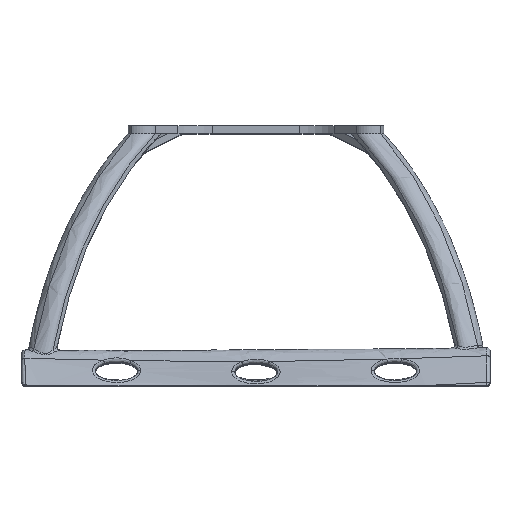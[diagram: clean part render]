
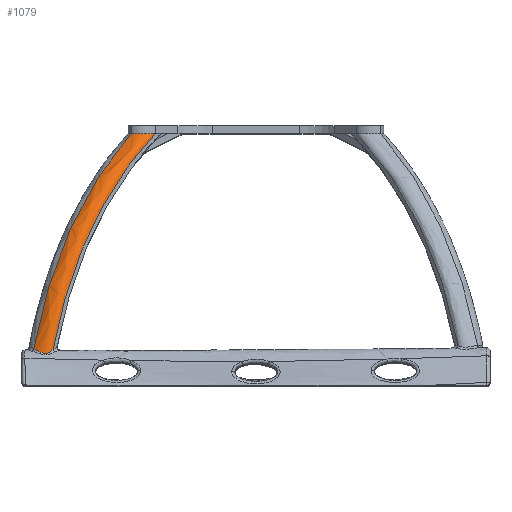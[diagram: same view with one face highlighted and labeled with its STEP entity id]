
A CAD part, top view. The second image highlights one B-rep face of the part: STEP entity #1079.
In plain terms, the highlighted face is a revolution surface.
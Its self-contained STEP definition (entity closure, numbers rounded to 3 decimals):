
#1079=ADVANCED_FACE('',(#7129),#7131,.F.);
#7129=FACE_BOUND('',#7130,.T.);
#7130=EDGE_LOOP('',(#13701,#13702,#13703,#13704,#13705));
#7131=SURFACE_OF_REVOLUTION('',#7132,#7133);
#7132=(BOUNDED_CURVE()B_SPLINE_CURVE(3,
(#13706,#13707,#13708,#13709),
.UNSPECIFIED.,.F.,.F.)B_SPLINE_CURVE_WITH_KNOTS((4,4),
(0.,1.),
.UNSPECIFIED.)CURVE()GEOMETRIC_REPRESENTATION_ITEM()RATIONAL_B_SPLINE_CURVE((1.,
0.826,0.826,1.))REPRESENTATION_ITEM(''));
#7133=AXIS1_PLACEMENT('',#7134,#7135);
#7134=CARTESIAN_POINT('',(9.457,-105.799,-10.822));
#7135=DIRECTION('',(0.753,0.,0.658));
#13701=ORIENTED_EDGE('',*,*,#14552,.F.);
#13702=ORIENTED_EDGE('',*,*,#14624,.F.);
#13703=ORIENTED_EDGE('',*,*,#14641,.T.);
#13704=ORIENTED_EDGE('',*,*,#14615,.T.);
#13705=ORIENTED_EDGE('',*,*,#14554,.F.);
#13706=CARTESIAN_POINT('',(-33.327,0.,46.343));
#13707=CARTESIAN_POINT('',(-35.456,0.,48.815));
#13708=CARTESIAN_POINT('',(-38.696,0.,49.207));
#13709=CARTESIAN_POINT('',(-41.354,0.,47.314));
#14552=EDGE_CURVE('',#15369,#15372,#15374,.T.);
#14554=EDGE_CURVE('',#15372,#15375,#15377,.F.);
#14615=EDGE_CURVE('',#15475,#15375,#15476,.T.);
#14624=EDGE_CURVE('',#15488,#15369,#15490,.T.);
#14641=EDGE_CURVE('',#15488,#15475,#15517,.F.);
#15369=VERTEX_POINT('',#22408);
#15372=VERTEX_POINT('',#22427);
#15374=B_SPLINE_CURVE_WITH_KNOTS('',3,
(#22440,#22441,#22442,#22443,#22444,#22445,#22446,#22447,#22448,#22449,#22450,#22451,
#22452,#22453,#22454,#22455,#22456,#22457,#22458,#22459,#22460,#22461,#22462,#22463,
#22464,#22465,#22466,#22467,#22468,#22469,#22470,#22471,#22472,#22473,#22474),
.UNSPECIFIED.,.F.,.F.,
(4,1,1,1,1,1,1,1,1,1,1,1,1,1,1,1,1,1,1,1,1,1,1,1,1,1,1,1,1,1,1,1,4),
(0.,0.039,0.073,0.102,0.125,0.145,
0.166,0.186,0.211,0.241,0.274,
0.306,0.335,0.362,0.388,0.414,
0.442,0.471,0.505,0.538,0.571,
0.601,0.633,0.663,0.693,0.723,
0.754,0.791,0.831,0.876,0.928,
0.971,1.),
.UNSPECIFIED.);
#15375=VERTEX_POINT('',#22475);
#15377=B_SPLINE_CURVE_WITH_KNOTS('',3,
(#22505,#22506,#22507,#22508,#22509,#22510,#22511,#22512,#22513,#22514,#22515,#22516,
#22517,#22518,#22519,#22520,#22521,#22522),
.UNSPECIFIED.,.F.,.F.,
(4,1,1,1,1,1,1,1,1,1,1,1,1,1,1,4),
(0.,0.103,0.185,0.247,0.31,0.374,
0.438,0.504,0.572,0.639,0.705,
0.768,0.83,0.889,0.945,1.),
.UNSPECIFIED.);
#15475=VERTEX_POINT('',#22996);
#15476=CIRCLE('',#22997,130.976);
#15488=VERTEX_POINT('',#23067);
#15490=CIRCLE('',#23071,127.525);
#15517=CIRCLE('',#23209,6.);
#22408=CARTESIAN_POINT('',(-67.316,-71.588,85.237));
#22427=CARTESIAN_POINT('',(-73.735,-71.55,84.367));
#22440=CARTESIAN_POINT('',(-67.316,-71.588,85.237));
#22441=CARTESIAN_POINT('',(-67.371,-71.648,85.301));
#22442=CARTESIAN_POINT('',(-67.478,-71.761,85.416));
#22443=CARTESIAN_POINT('',(-67.638,-71.918,85.565));
#22444=CARTESIAN_POINT('',(-67.78,-72.049,85.681));
#22445=CARTESIAN_POINT('',(-67.904,-72.156,85.772));
#22446=CARTESIAN_POINT('',(-68.017,-72.249,85.848));
#22447=CARTESIAN_POINT('',(-68.131,-72.337,85.918));
#22448=CARTESIAN_POINT('',(-68.257,-72.427,85.988));
#22449=CARTESIAN_POINT('',(-68.406,-72.525,86.062));
#22450=CARTESIAN_POINT('',(-68.589,-72.632,86.14));
#22451=CARTESIAN_POINT('',(-68.795,-72.735,86.211));
#22452=CARTESIAN_POINT('',(-69.01,-72.82,86.268));
#22453=CARTESIAN_POINT('',(-69.219,-72.883,86.308));
#22454=CARTESIAN_POINT('',(-69.421,-72.926,86.333));
#22455=CARTESIAN_POINT('',(-69.619,-72.951,86.344));
#22456=CARTESIAN_POINT('',(-69.821,-72.961,86.344));
#22457=CARTESIAN_POINT('',(-70.031,-72.954,86.33));
#22458=CARTESIAN_POINT('',(-70.26,-72.928,86.302));
#22459=CARTESIAN_POINT('',(-70.5,-72.883,86.256));
#22460=CARTESIAN_POINT('',(-70.744,-72.821,86.193));
#22461=CARTESIAN_POINT('',(-70.973,-72.749,86.12));
#22462=CARTESIAN_POINT('',(-71.195,-72.67,86.039));
#22463=CARTESIAN_POINT('',(-71.406,-72.587,85.95));
#22464=CARTESIAN_POINT('',(-71.614,-72.5,85.853));
#22465=CARTESIAN_POINT('',(-71.816,-72.411,85.75));
#22466=CARTESIAN_POINT('',(-72.017,-72.32,85.639));
#22467=CARTESIAN_POINT('',(-72.232,-72.221,85.512));
#22468=CARTESIAN_POINT('',(-72.462,-72.115,85.366));
#22469=CARTESIAN_POINT('',(-72.718,-71.994,85.191));
#22470=CARTESIAN_POINT('',(-73.002,-71.864,84.982));
#22471=CARTESIAN_POINT('',(-73.287,-71.736,84.756));
#22472=CARTESIAN_POINT('',(-73.536,-71.631,84.545));
#22473=CARTESIAN_POINT('',(-73.677,-71.572,84.419));
#22474=CARTESIAN_POINT('',(-73.735,-71.55,84.367));
#22475=CARTESIAN_POINT('',(-73.717,-71.491,84.361));
#22505=CARTESIAN_POINT('',(-73.717,-71.491,84.361));
#22506=CARTESIAN_POINT('',(-73.717,-71.493,84.361));
#22507=CARTESIAN_POINT('',(-73.718,-71.497,84.362));
#22508=CARTESIAN_POINT('',(-73.719,-71.502,84.363));
#22509=CARTESIAN_POINT('',(-73.72,-71.506,84.364));
#22510=CARTESIAN_POINT('',(-73.721,-71.51,84.364));
#22511=CARTESIAN_POINT('',(-73.722,-71.514,84.365));
#22512=CARTESIAN_POINT('',(-73.723,-71.517,84.365));
#22513=CARTESIAN_POINT('',(-73.724,-71.521,84.366));
#22514=CARTESIAN_POINT('',(-73.725,-71.525,84.366));
#22515=CARTESIAN_POINT('',(-73.727,-71.529,84.367));
#22516=CARTESIAN_POINT('',(-73.728,-71.533,84.367));
#22517=CARTESIAN_POINT('',(-73.729,-71.536,84.367));
#22518=CARTESIAN_POINT('',(-73.731,-71.54,84.367));
#22519=CARTESIAN_POINT('',(-73.732,-71.543,84.367));
#22520=CARTESIAN_POINT('',(-73.733,-71.546,84.367));
#22521=CARTESIAN_POINT('',(-73.734,-71.549,84.367));
#22522=CARTESIAN_POINT('',(-73.735,-71.55,84.367));
#22996=CARTESIAN_POINT('',(-41.346,0.,47.319));
#22997=AXIS2_PLACEMENT_3D('',#22998,#22999,#23000);
#22998=CARTESIAN_POINT('',(9.46,-105.799,-10.819));
#22999=DIRECTION('',(0.753,0.,0.658));
#23000=DIRECTION('',(-0.388,0.808,0.444));
#23067=CARTESIAN_POINT('',(-33.327,0.,46.343));
#23071=AXIS2_PLACEMENT_3D('',#23072,#23073,#23074);
#23072=CARTESIAN_POINT('',(13.524,-105.799,-7.268));
#23073=DIRECTION('',(0.753,0.,0.658));
#23074=DIRECTION('',(-0.367,0.83,0.42));
#23209=AXIS2_PLACEMENT_3D('',#23210,#23211,#23212);
#23210=CARTESIAN_POINT('',(-37.872,0.,42.427));
#23211=DIRECTION('',(0.,1.,0.));
#23212=DIRECTION('',(-0.579,0.,0.815));
